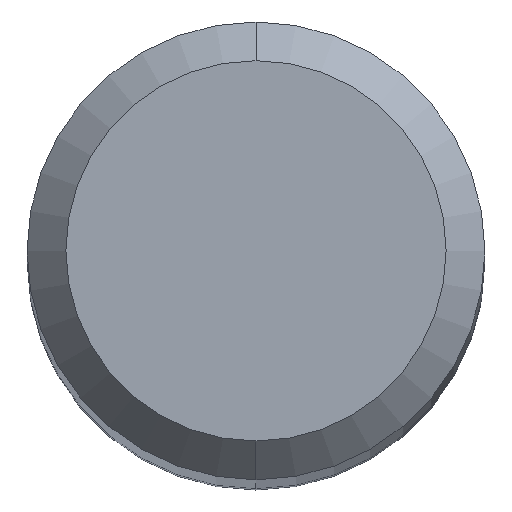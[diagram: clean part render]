
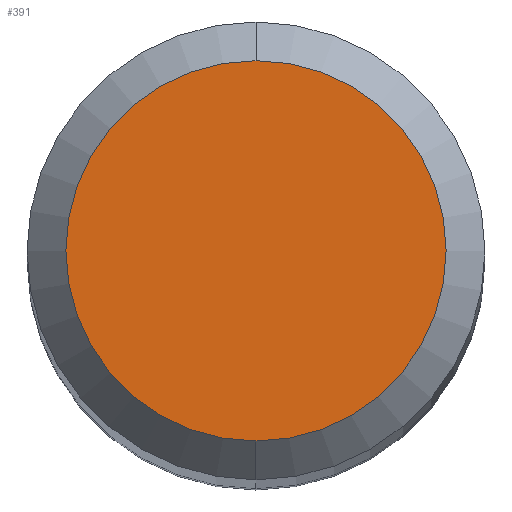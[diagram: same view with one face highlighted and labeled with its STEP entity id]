
A CAD part, top view. The second image highlights one B-rep face of the part: STEP entity #391.
In plain terms, the highlighted planar face has unit normal (0, 0, 1).
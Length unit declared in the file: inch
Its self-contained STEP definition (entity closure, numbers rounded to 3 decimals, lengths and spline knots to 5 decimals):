
#6 = CARTESIAN_POINT ( 'NONE',  ( 0., 0.0981, 0. ) ) ;
#37 = AXIS2_PLACEMENT_3D ( 'NONE', #409, #54, #252 ) ;
#44 = DIRECTION ( 'NONE',  ( 0., 1., 0. ) ) ;
#54 = DIRECTION ( 'NONE',  ( 0., 0., 1. ) ) ;
#60 = EDGE_CURVE ( 'NONE', #63, #239, #333, .T. ) ;
#63 = VERTEX_POINT ( 'NONE', #382 ) ;
#73 = AXIS2_PLACEMENT_3D ( 'NONE', #157, #254, #331 ) ;
#104 = ORIENTED_EDGE ( 'NONE', *, *, #60, .T. ) ;
#157 = CARTESIAN_POINT ( 'NONE',  ( 0., 0., 0. ) ) ;
#217 = AXIS2_PLACEMENT_3D ( 'NONE', #6, #395, #44 ) ;
#223 = ORIENTED_EDGE ( 'NONE', *, *, #246, .T. ) ;
#226 = FACE_OUTER_BOUND ( 'NONE', #255, .T. ) ;
#232 = CARTESIAN_POINT ( 'NONE',  ( 0., -0.0981, 0. ) ) ;
#239 = VERTEX_POINT ( 'NONE', #232 ) ;
#246 = EDGE_CURVE ( 'NONE', #239, #63, #337, .T. ) ;
#252 = DIRECTION ( 'NONE',  ( 0., -1., 0. ) ) ;
#254 = DIRECTION ( 'NONE',  ( 0., 0., 1. ) ) ;
#255 = EDGE_LOOP ( 'NONE', ( #104, #223 ) ) ;
#292 = PLANE ( 'NONE',  #217 ) ;
#331 = DIRECTION ( 'NONE',  ( 0., -1., 0. ) ) ;
#333 = CIRCLE ( 'NONE', #37, 0.0981 ) ;
#337 = CIRCLE ( 'NONE', #73, 0.0981 ) ;
#382 = CARTESIAN_POINT ( 'NONE',  ( 0., 0.0981, 0. ) ) ;
#391 = ADVANCED_FACE ( 'NONE', ( #226 ), #292, .F. ) ;
#395 = DIRECTION ( 'NONE',  ( 0., 0., -1. ) ) ;
#409 = CARTESIAN_POINT ( 'NONE',  ( 0., 0., 0. ) ) ;
